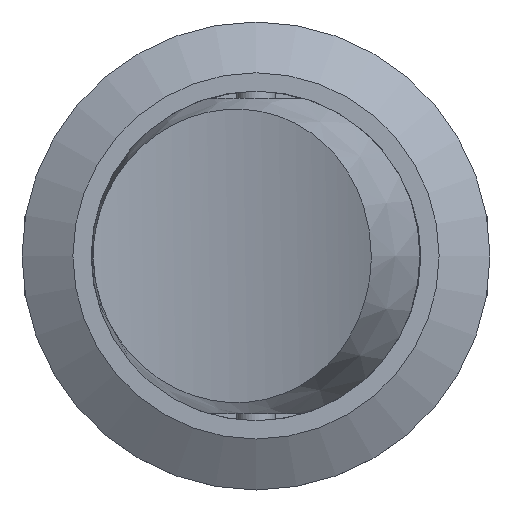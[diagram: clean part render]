
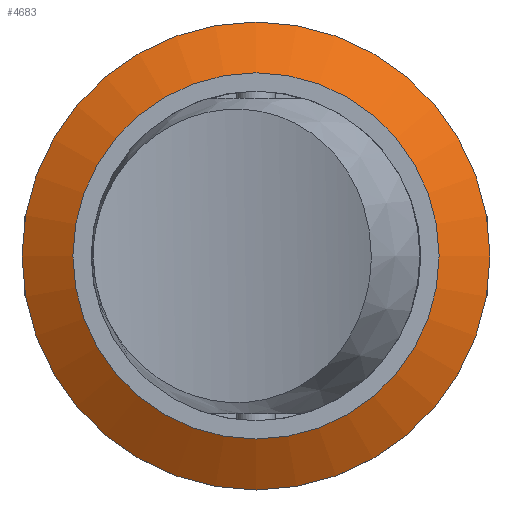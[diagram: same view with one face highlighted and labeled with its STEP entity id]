
A CAD part, top view. The second image highlights one B-rep face of the part: STEP entity #4683.
In plain terms, the highlighted conical face has half-angle 59.036 degrees and reference radius 10.25 mm.
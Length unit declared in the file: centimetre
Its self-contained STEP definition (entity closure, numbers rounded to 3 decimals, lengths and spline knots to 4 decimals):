
#133=CONICAL_SURFACE('',#4969,1.025,1.03);
#415=FACE_OUTER_BOUND('',#679,.T.);
#679=EDGE_LOOP('',(#4226,#4227,#4228,#4229));
#751=CIRCLE('',#4970,1.15);
#752=CIRCLE('',#4971,0.9);
#1271=LINE('',#8094,#1797);
#1797=VECTOR('',#6028,1.025);
#2248=VERTEX_POINT('',#8091);
#2249=VERTEX_POINT('',#8093);
#2914=EDGE_CURVE('',#2248,#2248,#751,.T.);
#2915=EDGE_CURVE('',#2248,#2249,#1271,.T.);
#2916=EDGE_CURVE('',#2249,#2249,#752,.T.);
#4226=ORIENTED_EDGE('',*,*,#2914,.T.);
#4227=ORIENTED_EDGE('',*,*,#2915,.T.);
#4228=ORIENTED_EDGE('',*,*,#2916,.T.);
#4229=ORIENTED_EDGE('',*,*,#2915,.F.);
#4683=ADVANCED_FACE('',(#415),#133,.T.);
#4969=AXIS2_PLACEMENT_3D('',#8090,#6024,#6025);
#4970=AXIS2_PLACEMENT_3D('',#8092,#6026,#6027);
#4971=AXIS2_PLACEMENT_3D('',#8095,#6029,#6030);
#6024=DIRECTION('center_axis',(0.,0.,-1.));
#6025=DIRECTION('ref_axis',(-1.,0.,0.));
#6026=DIRECTION('center_axis',(0.,0.,1.));
#6027=DIRECTION('ref_axis',(-1.,0.,0.));
#6028=DIRECTION('',(-0.857,0.,0.514));
#6029=DIRECTION('center_axis',(0.,0.,-1.));
#6030=DIRECTION('ref_axis',(-1.,0.,0.));
#8090=CARTESIAN_POINT('Origin',(0.,0.,1.585));
#8091=CARTESIAN_POINT('',(1.15,0.,1.51));
#8092=CARTESIAN_POINT('Origin',(0.,0.,1.51));
#8093=CARTESIAN_POINT('',(0.9,0.,1.66));
#8094=CARTESIAN_POINT('',(1.025,0.,1.585));
#8095=CARTESIAN_POINT('Origin',(0.,0.,1.66));
